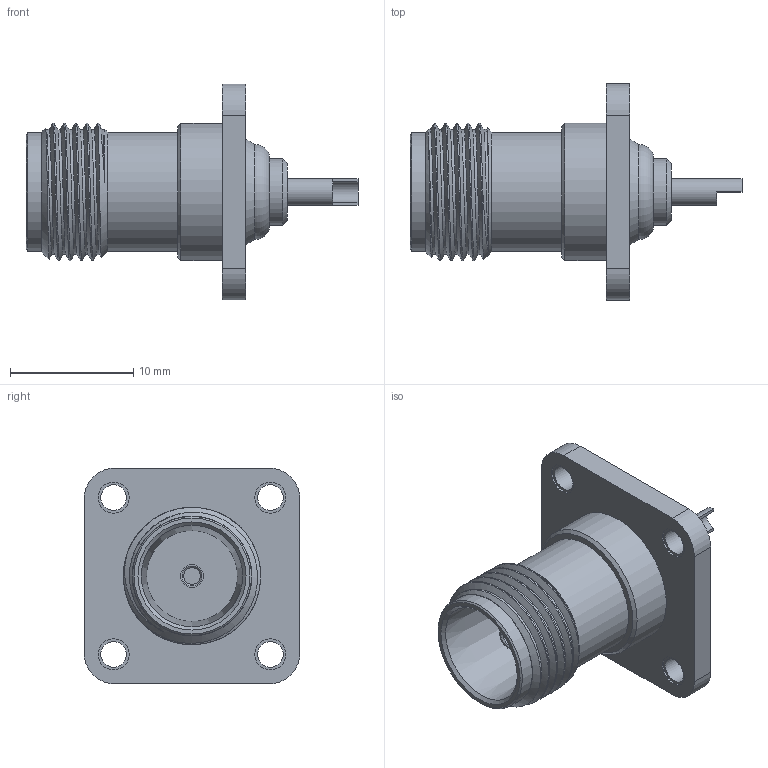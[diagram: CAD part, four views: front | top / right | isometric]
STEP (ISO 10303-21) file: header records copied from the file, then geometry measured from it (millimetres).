
FILE_DESCRIPTION (( 'STEP AP214' ), '1' );
FILE_NAME ('FMCN4379_3D.STEP', '2022-12-30T20:14:41', ( '' ), ( '' ), 'SwSTEP 2.0', 'SolidWorks 2022', '' );
FILE_SCHEMA (( 'AUTOMOTIVE_DESIGN' ));
Length unit declared in the file: inch
Products named in the file (1): FMCN4379_3D
Bounding box: 26.9 x 17.5 x 17.5 mm (x, y, z)
Volume: 1590.6 mm3; surface area: 1716 mm2
Topology: 1 solids, 1 shells, 85 faces, 200 edges, 134 vertices
Faces by surface type: plane 39, cylinder 29, cone 13, bspline 3, torus 1
Full cylindrical faces by diameter (mm): 1.346 x1, 1.651 x1, 1.854 x1, 2.083 x4, 2.159 x1, 2.515 x8, 5.387 x1, 9.652 x2, 11.112 x1
Entity records: 4069 total; most frequent: CARTESIAN_POINT 2320, DIRECTION 350, ORIENTED_EDGE 310, AXIS2_PLACEMENT_3D 155, EDGE_CURVE 155, EDGE_LOOP 138, VERTEX_POINT 119, FACE_OUTER_BOUND 105
